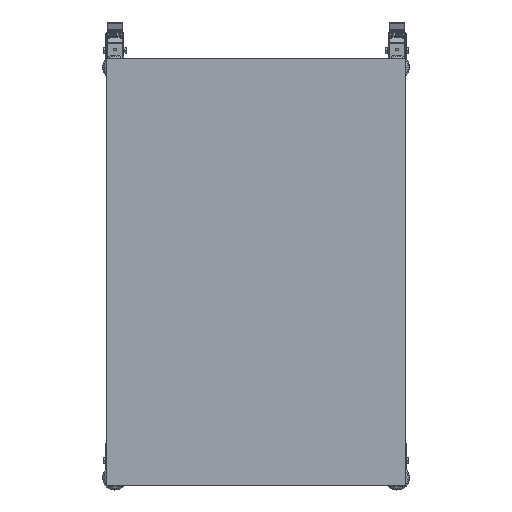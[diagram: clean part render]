
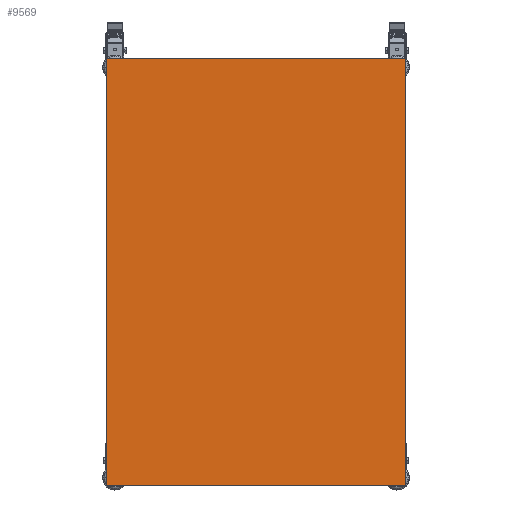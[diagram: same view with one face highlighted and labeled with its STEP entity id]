
A CAD part, top view. The second image highlights one B-rep face of the part: STEP entity #9569.
In plain terms, the highlighted planar face has unit normal (0, 0, 1).
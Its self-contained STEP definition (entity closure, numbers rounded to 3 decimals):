
#9569=ADVANCED_FACE('',(#15490),#15491,.T.);
#15490=FACE_OUTER_BOUND('',#23379,.T.);
#15491=PLANE('',#23380);
#23379=EDGE_LOOP('',(#34080,#34081,#34082,#34083));
#23380=AXIS2_PLACEMENT_3D('',#34084,#34085,#34086);
#34080=ORIENTED_EDGE('',*,*,#54978,.F.);
#34081=ORIENTED_EDGE('',*,*,#54981,.F.);
#34082=ORIENTED_EDGE('',*,*,#54973,.F.);
#34083=ORIENTED_EDGE('',*,*,#54969,.F.);
#34084=CARTESIAN_POINT('',(0.,0.,30.));
#34085=DIRECTION('',(0.0,0.0,1.0));
#34086=DIRECTION('',(1.0,0.0,0.0));
#54969=EDGE_CURVE('',#65220,#65222,#65223,.T.);
#54973=EDGE_CURVE('',#65222,#65228,#65229,.T.);
#54978=EDGE_CURVE('',#65235,#65220,#65237,.T.);
#54981=EDGE_CURVE('',#65228,#65235,#65240,.T.);
#65220=VERTEX_POINT('',#80723);
#65222=VERTEX_POINT('',#80726);
#65223=LINE('',#80727,#80728);
#65228=VERTEX_POINT('',#80735);
#65229=LINE('',#80736,#80737);
#65235=VERTEX_POINT('',#80745);
#65237=LINE('',#80748,#80749);
#65240=LINE('',#80753,#80754);
#80723=CARTESIAN_POINT('',(-350.0,-500.0,30.));
#80726=CARTESIAN_POINT('',(-350.0,500.0,30.));
#80727=CARTESIAN_POINT('',(-350.0,0.,30.));
#80728=VECTOR('',#99271,1.0);
#80735=CARTESIAN_POINT('',(350.0,500.0,30.));
#80736=CARTESIAN_POINT('',(0.,500.0,30.));
#80737=VECTOR('',#99274,1.0);
#80745=CARTESIAN_POINT('',(350.0,-500.0,30.));
#80748=CARTESIAN_POINT('',(0.,-500.0,30.));
#80749=VECTOR('',#99278,1.0);
#80753=CARTESIAN_POINT('',(350.0,0.,30.));
#80754=VECTOR('',#99280,1.0);
#99271=DIRECTION('',(0.0,1.0,0.0));
#99274=DIRECTION('',(1.0,0.0,0.0));
#99278=DIRECTION('',(-1.0,0.0,0.0));
#99280=DIRECTION('',(0.0,-1.0,0.0));
